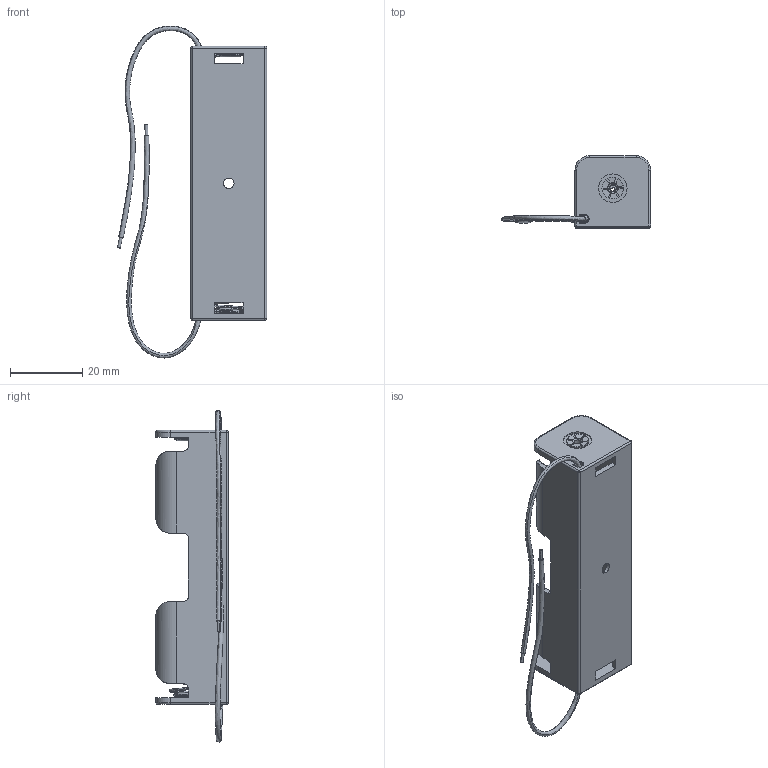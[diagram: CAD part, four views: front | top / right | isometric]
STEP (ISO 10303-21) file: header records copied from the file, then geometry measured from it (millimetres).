
FILE_DESCRIPTION (( 'STEP AP214' ), '1' );
FILE_NAME ('18650 Battery Holder.STEP', '2018-07-21T04:05:36', ( 'M.B.I.' ), ( '' ), 'SwSTEP 2.0', '', '' );
FILE_SCHEMA (( 'AUTOMOTIVE_DESIGN' ));
Length unit declared in the file: millimetre
Products named in the file (1): 18650 Battery Holder
Bounding box: 41.39 x 20 x 92.04 mm (x, y, z)
Volume: 7107 mm3; surface area: 11146.9 mm2
Topology: 8 solids, 8 shells, 402 faces, 1058 edges, 678 vertices
Faces by surface type: plane 157, cylinder 122, bspline 91, torus 24, cone 4, sphere 4
Entity records: 20141 total; most frequent: CARTESIAN_POINT 10364, ORIENTED_EDGE 2100, DIRECTION 1746, EDGE_CURVE 1050, VERTEX_POINT 678, AXIS2_PLACEMENT_3D 606, LINE 534, VECTOR 534
